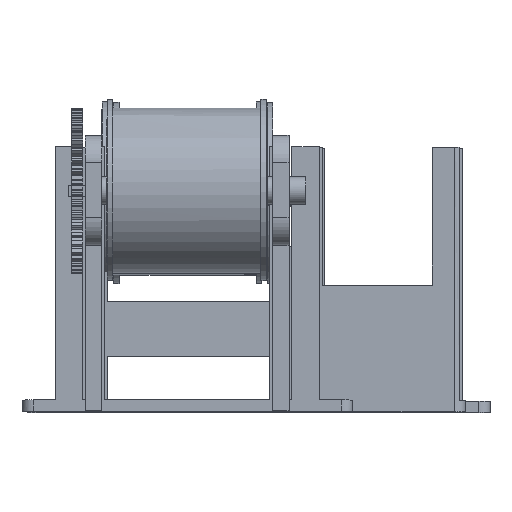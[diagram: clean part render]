
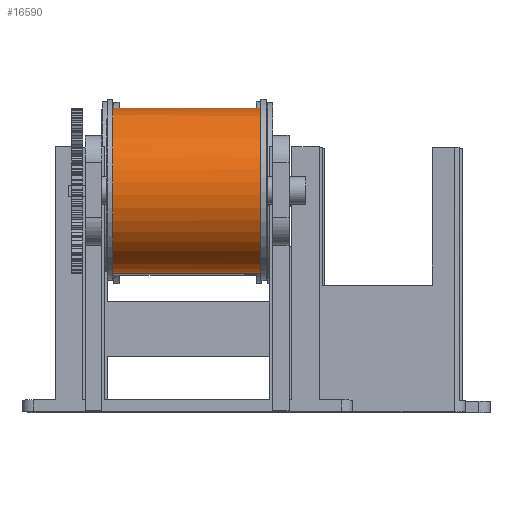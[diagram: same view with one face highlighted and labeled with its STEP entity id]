
A CAD part, top view. The second image highlights one B-rep face of the part: STEP entity #16590.
In plain terms, the highlighted free-form (B-spline) face has degree [2, 1] with [9, 2] control points.
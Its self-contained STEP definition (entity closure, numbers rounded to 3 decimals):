
#16303 = EDGE_CURVE('',#16304,#16306,#16308,.T.);
#16304 = VERTEX_POINT('',#16305);
#16305 = CARTESIAN_POINT('',(85.152,14.32,
    150.943));
#16306 = VERTEX_POINT('',#16307);
#16307 = CARTESIAN_POINT('',(85.152,42.581,
    185.555));
#16308 = ( BOUNDED_CURVE() B_SPLINE_CURVE(2,(#16309,#16310,#16311,#16312
,#16313),.UNSPECIFIED.,.F.,.F.) B_SPLINE_CURVE_WITH_KNOTS((3,2,3),(
    3.822,5.397,6.972),
.PIECEWISE_BEZIER_KNOTS.) CURVE() GEOMETRIC_REPRESENTATION_ITEM() 
RATIONAL_B_SPLINE_CURVE((1.,0.705,1.,0.705,1.)) 
REPRESENTATION_ITEM('') );
#16309 = CARTESIAN_POINT('',(85.152,14.32,
    150.943));
#16310 = CARTESIAN_POINT('',(85.152,-3.132,
    165.058));
#16311 = CARTESIAN_POINT('',(85.152,11.064,
    182.444));
#16312 = CARTESIAN_POINT('',(85.152,25.26,
    199.831));
#16313 = CARTESIAN_POINT('',(85.152,42.581,
    185.555));
#16332 = VERTEX_POINT('',#16333);
#16333 = CARTESIAN_POINT('',(86.641,14.32,
    150.943));
#16334 = VERTEX_POINT('',#16335);
#16335 = CARTESIAN_POINT('',(86.641,42.581,
    185.555));
#16343 = EDGE_CURVE('',#16332,#16304,#16344,.T.);
#16344 = B_SPLINE_CURVE_WITH_KNOTS('',1,(#16345,#16346),.UNSPECIFIED.,
  .F.,.F.,(2,2),(0.,1.),.PIECEWISE_BEZIER_KNOTS.);
#16345 = CARTESIAN_POINT('',(86.641,14.32,
    150.943));
#16346 = CARTESIAN_POINT('',(85.152,14.32,
    150.943));
#16349 = EDGE_CURVE('',#16306,#16334,#16350,.T.);
#16350 = B_SPLINE_CURVE_WITH_KNOTS('',1,(#16351,#16352),.UNSPECIFIED.,
  .F.,.F.,(2,2),(-1.,0.),.PIECEWISE_BEZIER_KNOTS.);
#16351 = CARTESIAN_POINT('',(85.152,42.581,
    185.555));
#16352 = CARTESIAN_POINT('',(86.641,42.581,
    185.555));
#16412 = EDGE_CURVE('',#16334,#16332,#16413,.T.);
#16413 = ( BOUNDED_CURVE() B_SPLINE_CURVE(2,(#16414,#16415,#16416,#16417
,#16418),.UNSPECIFIED.,.F.,.F.) B_SPLINE_CURVE_WITH_KNOTS((3,2,3),(
    5.594,7.169,8.745),
.PIECEWISE_BEZIER_KNOTS.) CURVE() GEOMETRIC_REPRESENTATION_ITEM() 
RATIONAL_B_SPLINE_CURVE((1.,0.705,1.,0.705,1.)) 
REPRESENTATION_ITEM('') );
#16414 = CARTESIAN_POINT('',(86.641,42.581,
    185.555));
#16415 = CARTESIAN_POINT('',(86.641,25.26,
    199.831));
#16416 = CARTESIAN_POINT('',(86.641,11.064,
    182.444));
#16417 = CARTESIAN_POINT('',(86.641,-3.132,
    165.058));
#16418 = CARTESIAN_POINT('',(86.641,14.32,
    150.943));
#16439 = VERTEX_POINT('',#16440);
#16440 = CARTESIAN_POINT('',(45.058,14.32,
    150.943));
#16446 = EDGE_CURVE('',#16439,#16447,#16449,.T.);
#16447 = VERTEX_POINT('',#16448);
#16448 = CARTESIAN_POINT('',(43.621,14.32,
    150.943));
#16449 = B_SPLINE_CURVE_WITH_KNOTS('',1,(#16450,#16451),.UNSPECIFIED.,
  .F.,.F.,(2,2),(0.,0.965),.PIECEWISE_BEZIER_KNOTS.);
#16450 = CARTESIAN_POINT('',(45.058,14.32,
    150.943));
#16451 = CARTESIAN_POINT('',(43.621,14.32,
    150.943));
#16454 = VERTEX_POINT('',#16455);
#16455 = CARTESIAN_POINT('',(43.621,42.581,
    185.555));
#16463 = EDGE_CURVE('',#16454,#16464,#16466,.T.);
#16464 = VERTEX_POINT('',#16465);
#16465 = CARTESIAN_POINT('',(45.058,42.581,
    185.555));
#16466 = B_SPLINE_CURVE_WITH_KNOTS('',1,(#16467,#16468),.UNSPECIFIED.,
  .F.,.F.,(2,2),(-0.965,0.),.PIECEWISE_BEZIER_KNOTS.);
#16467 = CARTESIAN_POINT('',(43.621,42.581,
    185.555));
#16468 = CARTESIAN_POINT('',(45.058,42.581,
    185.555));
#16576 = EDGE_CURVE('',#16464,#16439,#16577,.T.);
#16577 = ( BOUNDED_CURVE() B_SPLINE_CURVE(2,(#16578,#16579,#16580,#16581
,#16582),.UNSPECIFIED.,.F.,.F.) B_SPLINE_CURVE_WITH_KNOTS((3,2,3),(
    5.594,7.169,8.745),
.PIECEWISE_BEZIER_KNOTS.) CURVE() GEOMETRIC_REPRESENTATION_ITEM() 
RATIONAL_B_SPLINE_CURVE((1.,0.705,1.,0.705,1.)) 
REPRESENTATION_ITEM('') );
#16578 = CARTESIAN_POINT('',(45.058,42.581,
    185.555));
#16579 = CARTESIAN_POINT('',(45.058,25.26,
    199.831));
#16580 = CARTESIAN_POINT('',(45.058,11.064,
    182.444));
#16581 = CARTESIAN_POINT('',(45.058,-3.132,
    165.058));
#16582 = CARTESIAN_POINT('',(45.058,14.32,
    150.943));
#16590 = ADVANCED_FACE('',(#16591,#16628),#16634,.T.);
#16591 = FACE_BOUND('',#16592,.T.);
#16592 = EDGE_LOOP('',(#16593,#16594,#16595,#16596,#16604,#16611,#16621,
    #16622));
#16593 = ORIENTED_EDGE('',*,*,#16463,.T.);
#16594 = ORIENTED_EDGE('',*,*,#16576,.T.);
#16595 = ORIENTED_EDGE('',*,*,#16446,.T.);
#16596 = ORIENTED_EDGE('',*,*,#16597,.F.);
#16597 = EDGE_CURVE('',#16598,#16447,#16600,.T.);
#16598 = VERTEX_POINT('',#16599);
#16599 = CARTESIAN_POINT('',(43.621,28.371,
    145.971));
#16600 = ( BOUNDED_CURVE() B_SPLINE_CURVE(2,(#16601,#16602,#16603),
.UNSPECIFIED.,.F.,.F.) B_SPLINE_CURVE_WITH_KNOTS((3,3),(3.142,
3.822),.PIECEWISE_BEZIER_KNOTS.) CURVE() 
GEOMETRIC_REPRESENTATION_ITEM() RATIONAL_B_SPLINE_CURVE((1.,
0.943,1.)) REPRESENTATION_ITEM('') );
#16601 = CARTESIAN_POINT('',(43.621,28.371,
    145.971));
#16602 = CARTESIAN_POINT('',(43.621,20.466,
    145.971));
#16603 = CARTESIAN_POINT('',(43.621,14.32,
    150.943));
#16604 = ORIENTED_EDGE('',*,*,#16605,.T.);
#16605 = EDGE_CURVE('',#16598,#16606,#16608,.T.);
#16606 = VERTEX_POINT('',#16607);
#16607 = CARTESIAN_POINT('',(86.817,28.371,
    145.971));
#16608 = B_SPLINE_CURVE_WITH_KNOTS('',1,(#16609,#16610),.UNSPECIFIED.,
  .F.,.F.,(2,2),(-29.,0.),.PIECEWISE_BEZIER_KNOTS.);
#16609 = CARTESIAN_POINT('',(43.621,28.371,
    145.971));
#16610 = CARTESIAN_POINT('',(86.817,28.371,
    145.971));
#16611 = ORIENTED_EDGE('',*,*,#16612,.T.);
#16612 = EDGE_CURVE('',#16606,#16606,#16613,.T.);
#16613 = ( BOUNDED_CURVE() B_SPLINE_CURVE(2,(#16614,#16615,#16616,#16617
    ,#16618,#16619,#16620),.UNSPECIFIED.,.T.,.F.) 
B_SPLINE_CURVE_WITH_KNOTS((3,2,2,3),(3.142,5.236,
7.33,9.425),.PIECEWISE_BEZIER_KNOTS.) CURVE() 
GEOMETRIC_REPRESENTATION_ITEM() RATIONAL_B_SPLINE_CURVE((1.,0.5,1.,0.5,
1.,0.5,1.)) REPRESENTATION_ITEM('') );
#16614 = CARTESIAN_POINT('',(86.817,28.371,
    145.971));
#16615 = CARTESIAN_POINT('',(86.817,-10.328,
    145.971));
#16616 = CARTESIAN_POINT('',(86.817,9.021,
    179.485));
#16617 = CARTESIAN_POINT('',(86.817,28.371,
    212.999));
#16618 = CARTESIAN_POINT('',(86.817,47.72,
    179.485));
#16619 = CARTESIAN_POINT('',(86.817,67.069,
    145.971));
#16620 = CARTESIAN_POINT('',(86.817,28.371,
    145.971));
#16621 = ORIENTED_EDGE('',*,*,#16605,.F.);
#16622 = ORIENTED_EDGE('',*,*,#16623,.F.);
#16623 = EDGE_CURVE('',#16454,#16598,#16624,.T.);
#16624 = ( BOUNDED_CURVE() B_SPLINE_CURVE(2,(#16625,#16626,#16627),
.UNSPECIFIED.,.F.,.F.) B_SPLINE_CURVE_WITH_KNOTS((3,3),(0.689,
3.142),.PIECEWISE_BEZIER_KNOTS.) CURVE() 
GEOMETRIC_REPRESENTATION_ITEM() RATIONAL_B_SPLINE_CURVE((1.,0.338
,1.)) REPRESENTATION_ITEM('') );
#16625 = CARTESIAN_POINT('',(43.621,42.581,
    185.555));
#16626 = CARTESIAN_POINT('',(43.621,90.609,
    145.971));
#16627 = CARTESIAN_POINT('',(43.621,28.371,
    145.971));
#16628 = FACE_BOUND('',#16629,.T.);
#16629 = EDGE_LOOP('',(#16630,#16631,#16632,#16633));
#16630 = ORIENTED_EDGE('',*,*,#16343,.T.);
#16631 = ORIENTED_EDGE('',*,*,#16303,.T.);
#16632 = ORIENTED_EDGE('',*,*,#16349,.T.);
#16633 = ORIENTED_EDGE('',*,*,#16412,.T.);
#16634 = ( BOUNDED_SURFACE() B_SPLINE_SURFACE(2,1,(
    (#16635,#16636)
    ,(#16637,#16638)
    ,(#16639,#16640)
    ,(#16641,#16642)
    ,(#16643,#16644)
    ,(#16645,#16646)
    ,(#16647,#16648)
    ,(#16649,#16650)
    ,(#16651,#16652
)),.UNSPECIFIED.,.T.,.F.,.F.) B_SPLINE_SURFACE_WITH_KNOTS((3,2,2,2,3),(2
    ,2),(-3.142,-2.094,0.,2.094,3.142)
,(0.,29.),.UNSPECIFIED.) GEOMETRIC_REPRESENTATION_ITEM() 
RATIONAL_B_SPLINE_SURFACE((
    (0.75,0.75)
    ,(0.75,0.75)
    ,(1.,1.)
    ,(0.5,0.5)
    ,(1.,1.)
    ,(0.5,0.5)
    ,(1.,1.)
    ,(0.75,0.75)
,(0.75,0.75))) REPRESENTATION_ITEM('') SURFACE() );
#16635 = CARTESIAN_POINT('',(86.817,28.371,
    145.971));
#16636 = CARTESIAN_POINT('',(43.621,28.371,
    145.971));
#16637 = CARTESIAN_POINT('',(86.817,15.471,
    145.971));
#16638 = CARTESIAN_POINT('',(43.621,15.471,
    145.971));
#16639 = CARTESIAN_POINT('',(86.817,9.021,
    157.143));
#16640 = CARTESIAN_POINT('',(43.621,9.021,
    157.143));
#16641 = CARTESIAN_POINT('',(86.817,-10.328,
    190.656));
#16642 = CARTESIAN_POINT('',(43.621,-10.328,
    190.656));
#16643 = CARTESIAN_POINT('',(86.817,28.371,
    190.656));
#16644 = CARTESIAN_POINT('',(43.621,28.371,
    190.656));
#16645 = CARTESIAN_POINT('',(86.817,67.069,
    190.656));
#16646 = CARTESIAN_POINT('',(43.621,67.069,
    190.656));
#16647 = CARTESIAN_POINT('',(86.817,47.72,
    157.143));
#16648 = CARTESIAN_POINT('',(43.621,47.72,
    157.143));
#16649 = CARTESIAN_POINT('',(86.817,41.27,
    145.971));
#16650 = CARTESIAN_POINT('',(43.621,41.27,
    145.971));
#16651 = CARTESIAN_POINT('',(86.817,28.371,
    145.971));
#16652 = CARTESIAN_POINT('',(43.621,28.371,
    145.971));
